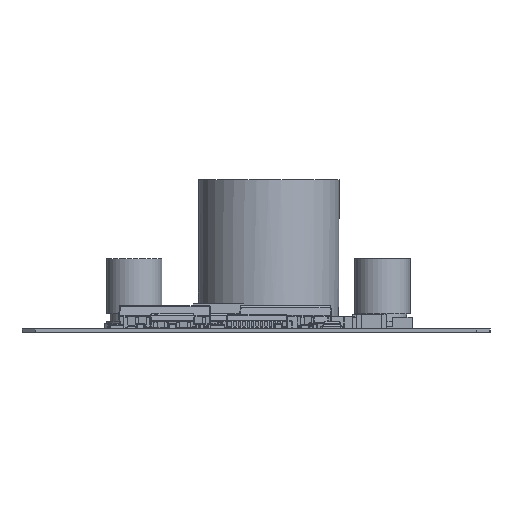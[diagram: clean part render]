
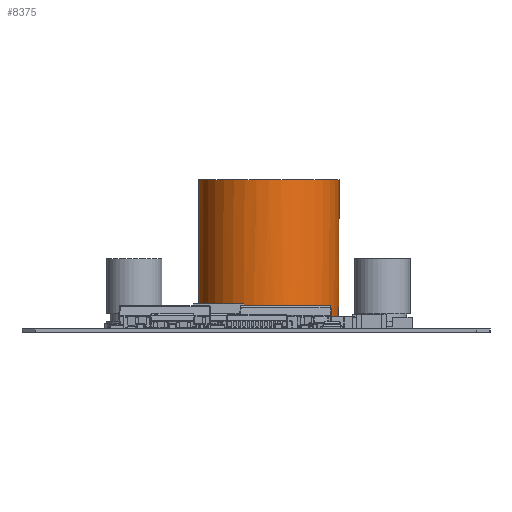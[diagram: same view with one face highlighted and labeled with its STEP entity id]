
A CAD part, left-side view. The second image highlights one B-rep face of the part: STEP entity #8375.
In plain terms, the highlighted cylindrical face has radius 8 mm (diameter 16 mm), a full revolution.
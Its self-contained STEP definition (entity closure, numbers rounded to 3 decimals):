
#8275 = EDGE_CURVE('',#8276,#8278,#8280,.T.);
#8276 = VERTEX_POINT('',#8277);
#8277 = CARTESIAN_POINT('',(8.,0.,0.999));
#8278 = VERTEX_POINT('',#8279);
#8279 = CARTESIAN_POINT('',(7.469,2.867,0.999));
#8280 = CIRCLE('',#8281,8.);
#8281 = AXIS2_PLACEMENT_3D('',#8282,#8283,#8284);
#8282 = CARTESIAN_POINT('',(0.,0.,0.999));
#8283 = DIRECTION('',(0.,0.,1.));
#8284 = DIRECTION('',(1.,0.,0.));
#8286 = EDGE_CURVE('',#8287,#8276,#8289,.T.);
#8287 = VERTEX_POINT('',#8288);
#8288 = CARTESIAN_POINT('',(7.469,-2.867,0.999));
#8289 = CIRCLE('',#8290,8.);
#8290 = AXIS2_PLACEMENT_3D('',#8291,#8292,#8293);
#8291 = CARTESIAN_POINT('',(0.,0.,0.999));
#8292 = DIRECTION('',(0.,0.,1.));
#8293 = DIRECTION('',(1.,0.,0.));
#8296 = VERTEX_POINT('',#8297);
#8297 = CARTESIAN_POINT('',(2.867,-7.469,0.999));
#8304 = EDGE_CURVE('',#8305,#8296,#8307,.T.);
#8305 = VERTEX_POINT('',#8306);
#8306 = CARTESIAN_POINT('',(-2.867,-7.469,0.999));
#8307 = CIRCLE('',#8308,8.);
#8308 = AXIS2_PLACEMENT_3D('',#8309,#8310,#8311);
#8309 = CARTESIAN_POINT('',(0.,0.,0.999));
#8310 = DIRECTION('',(0.,0.,1.));
#8311 = DIRECTION('',(1.,0.,0.));
#8314 = VERTEX_POINT('',#8315);
#8315 = CARTESIAN_POINT('',(-7.469,-2.867,0.999));
#8322 = EDGE_CURVE('',#8323,#8314,#8325,.T.);
#8323 = VERTEX_POINT('',#8324);
#8324 = CARTESIAN_POINT('',(-7.469,2.867,0.999));
#8325 = CIRCLE('',#8326,8.);
#8326 = AXIS2_PLACEMENT_3D('',#8327,#8328,#8329);
#8327 = CARTESIAN_POINT('',(0.,0.,0.999));
#8328 = DIRECTION('',(0.,0.,1.));
#8329 = DIRECTION('',(1.,0.,0.));
#8332 = VERTEX_POINT('',#8333);
#8333 = CARTESIAN_POINT('',(-2.867,7.469,0.999));
#8340 = EDGE_CURVE('',#8341,#8332,#8343,.T.);
#8341 = VERTEX_POINT('',#8342);
#8342 = CARTESIAN_POINT('',(2.867,7.469,0.999));
#8343 = CIRCLE('',#8344,8.);
#8344 = AXIS2_PLACEMENT_3D('',#8345,#8346,#8347);
#8345 = CARTESIAN_POINT('',(0.,0.,0.999));
#8346 = DIRECTION('',(0.,0.,1.));
#8347 = DIRECTION('',(1.,0.,0.));
#8375 = ADVANCED_FACE('',(#8376),#8491,.T.);
#8376 = FACE_BOUND('',#8377,.T.);
#8377 = EDGE_LOOP('',(#8378,#8386,#8387,#8395,#8404,#8410,#8411,#8419,
    #8428,#8434,#8435,#8443,#8452,#8458,#8459,#8467,#8476,#8482,#8483,
    #8484));
#8378 = ORIENTED_EDGE('',*,*,#8379,.F.);
#8379 = EDGE_CURVE('',#8276,#8380,#8382,.T.);
#8380 = VERTEX_POINT('',#8381);
#8381 = CARTESIAN_POINT('',(8.,0.,16.999));
#8382 = LINE('',#8383,#8384);
#8383 = CARTESIAN_POINT('',(8.,0.,0.999));
#8384 = VECTOR('',#8385,1.);
#8385 = DIRECTION('',(0.,0.,1.));
#8386 = ORIENTED_EDGE('',*,*,#8275,.T.);
#8387 = ORIENTED_EDGE('',*,*,#8388,.T.);
#8388 = EDGE_CURVE('',#8278,#8389,#8391,.T.);
#8389 = VERTEX_POINT('',#8390);
#8390 = CARTESIAN_POINT('',(7.469,2.867,2.833
    ));
#8391 = LINE('',#8392,#8393);
#8392 = CARTESIAN_POINT('',(7.469,2.867,0.567
    ));
#8393 = VECTOR('',#8394,1.);
#8394 = DIRECTION('',(0.,0.,1.));
#8395 = ORIENTED_EDGE('',*,*,#8396,.T.);
#8396 = EDGE_CURVE('',#8389,#8397,#8399,.T.);
#8397 = VERTEX_POINT('',#8398);
#8398 = CARTESIAN_POINT('',(2.867,7.469,2.833
    ));
#8399 = CIRCLE('',#8400,8.);
#8400 = AXIS2_PLACEMENT_3D('',#8401,#8402,#8403);
#8401 = CARTESIAN_POINT('',(0.,0.,2.833));
#8402 = DIRECTION('',(0.,0.,1.));
#8403 = DIRECTION('',(1.,0.,0.));
#8404 = ORIENTED_EDGE('',*,*,#8405,.F.);
#8405 = EDGE_CURVE('',#8341,#8397,#8406,.T.);
#8406 = LINE('',#8407,#8408);
#8407 = CARTESIAN_POINT('',(2.867,7.469,0.567
    ));
#8408 = VECTOR('',#8409,1.);
#8409 = DIRECTION('',(0.,0.,1.));
#8410 = ORIENTED_EDGE('',*,*,#8340,.T.);
#8411 = ORIENTED_EDGE('',*,*,#8412,.T.);
#8412 = EDGE_CURVE('',#8332,#8413,#8415,.T.);
#8413 = VERTEX_POINT('',#8414);
#8414 = CARTESIAN_POINT('',(-2.867,7.469,
    1.417));
#8415 = LINE('',#8416,#8417);
#8416 = CARTESIAN_POINT('',(-2.867,7.469,
    0.567));
#8417 = VECTOR('',#8418,1.);
#8418 = DIRECTION('',(0.,0.,1.));
#8419 = ORIENTED_EDGE('',*,*,#8420,.T.);
#8420 = EDGE_CURVE('',#8413,#8421,#8423,.T.);
#8421 = VERTEX_POINT('',#8422);
#8422 = CARTESIAN_POINT('',(-7.469,2.867,
    1.417));
#8423 = CIRCLE('',#8424,8.);
#8424 = AXIS2_PLACEMENT_3D('',#8425,#8426,#8427);
#8425 = CARTESIAN_POINT('',(0.,0.,1.417));
#8426 = DIRECTION('',(0.,0.,1.));
#8427 = DIRECTION('',(1.,0.,0.));
#8428 = ORIENTED_EDGE('',*,*,#8429,.F.);
#8429 = EDGE_CURVE('',#8323,#8421,#8430,.T.);
#8430 = LINE('',#8431,#8432);
#8431 = CARTESIAN_POINT('',(-7.469,2.867,
    0.567));
#8432 = VECTOR('',#8433,1.);
#8433 = DIRECTION('',(0.,0.,1.));
#8434 = ORIENTED_EDGE('',*,*,#8322,.T.);
#8435 = ORIENTED_EDGE('',*,*,#8436,.T.);
#8436 = EDGE_CURVE('',#8314,#8437,#8439,.T.);
#8437 = VERTEX_POINT('',#8438);
#8438 = CARTESIAN_POINT('',(-7.469,-2.867,
    1.417));
#8439 = LINE('',#8440,#8441);
#8440 = CARTESIAN_POINT('',(-7.469,-2.867,
    0.567));
#8441 = VECTOR('',#8442,1.);
#8442 = DIRECTION('',(0.,0.,1.));
#8443 = ORIENTED_EDGE('',*,*,#8444,.T.);
#8444 = EDGE_CURVE('',#8437,#8445,#8447,.T.);
#8445 = VERTEX_POINT('',#8446);
#8446 = CARTESIAN_POINT('',(-2.867,-7.469,
    1.417));
#8447 = CIRCLE('',#8448,8.);
#8448 = AXIS2_PLACEMENT_3D('',#8449,#8450,#8451);
#8449 = CARTESIAN_POINT('',(0.,0.,1.417));
#8450 = DIRECTION('',(0.,0.,1.));
#8451 = DIRECTION('',(1.,0.,0.));
#8452 = ORIENTED_EDGE('',*,*,#8453,.F.);
#8453 = EDGE_CURVE('',#8305,#8445,#8454,.T.);
#8454 = LINE('',#8455,#8456);
#8455 = CARTESIAN_POINT('',(-2.867,-7.469,
    0.567));
#8456 = VECTOR('',#8457,1.);
#8457 = DIRECTION('',(0.,0.,1.));
#8458 = ORIENTED_EDGE('',*,*,#8304,.T.);
#8459 = ORIENTED_EDGE('',*,*,#8460,.T.);
#8460 = EDGE_CURVE('',#8296,#8461,#8463,.T.);
#8461 = VERTEX_POINT('',#8462);
#8462 = CARTESIAN_POINT('',(2.867,-7.469,
    2.833));
#8463 = LINE('',#8464,#8465);
#8464 = CARTESIAN_POINT('',(2.867,-7.469,
    0.567));
#8465 = VECTOR('',#8466,1.);
#8466 = DIRECTION('',(0.,0.,1.));
#8467 = ORIENTED_EDGE('',*,*,#8468,.T.);
#8468 = EDGE_CURVE('',#8461,#8469,#8471,.T.);
#8469 = VERTEX_POINT('',#8470);
#8470 = CARTESIAN_POINT('',(7.469,-2.867,
    2.833));
#8471 = CIRCLE('',#8472,8.);
#8472 = AXIS2_PLACEMENT_3D('',#8473,#8474,#8475);
#8473 = CARTESIAN_POINT('',(0.,0.,2.833));
#8474 = DIRECTION('',(0.,0.,1.));
#8475 = DIRECTION('',(1.,0.,0.));
#8476 = ORIENTED_EDGE('',*,*,#8477,.F.);
#8477 = EDGE_CURVE('',#8287,#8469,#8478,.T.);
#8478 = LINE('',#8479,#8480);
#8479 = CARTESIAN_POINT('',(7.469,-2.867,
    0.567));
#8480 = VECTOR('',#8481,1.);
#8481 = DIRECTION('',(0.,0.,1.));
#8482 = ORIENTED_EDGE('',*,*,#8286,.T.);
#8483 = ORIENTED_EDGE('',*,*,#8379,.T.);
#8484 = ORIENTED_EDGE('',*,*,#8485,.F.);
#8485 = EDGE_CURVE('',#8380,#8380,#8486,.T.);
#8486 = CIRCLE('',#8487,8.);
#8487 = AXIS2_PLACEMENT_3D('',#8488,#8489,#8490);
#8488 = CARTESIAN_POINT('',(0.,0.,16.999));
#8489 = DIRECTION('',(0.,0.,1.));
#8490 = DIRECTION('',(1.,0.,0.));
#8491 = CYLINDRICAL_SURFACE('',#8492,8.);
#8492 = AXIS2_PLACEMENT_3D('',#8493,#8494,#8495);
#8493 = CARTESIAN_POINT('',(0.,0.,0.999));
#8494 = DIRECTION('',(0.,0.,1.));
#8495 = DIRECTION('',(1.,0.,0.));
